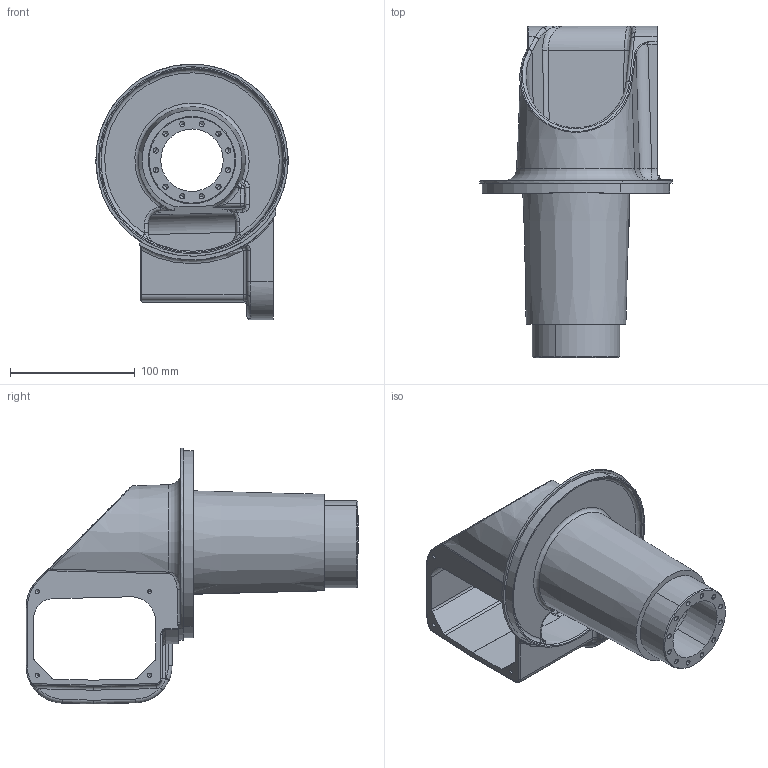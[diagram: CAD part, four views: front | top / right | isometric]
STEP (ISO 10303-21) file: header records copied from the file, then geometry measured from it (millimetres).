
FILE_DESCRIPTION(('CATIA V5 STEP Exchange','CAx-IF Rec.Pracs.--- Model Styling and Organization---1.2---2011-12-15'),'2;1');
FILE_NAME('60260-0506 ARM_UPPER 2.stp','2014-05-30T11:44:55+00:00',('none'),('none'),'Version 5-6 Release 2012','CATIA V5 STEP AP203 WITH EXTENSIONS','none');
FILE_SCHEMA(('CONFIG_CONTROL_DESIGN','SHAPE_APPEARANCE_LAYER_MIM'));
Length unit declared in the file: millimetre
Products named in the file (1): 60260-0506A ARM_UPPER 2
Bounding box: 153.98 x 266 x 205 mm (x, y, z)
Volume: 624001.7 mm3; surface area: 208830 mm2
Topology: 1 solids, 1 shells, 442 faces, 1103 edges, 602 vertices
Faces by surface type: cylinder 166, bspline 92, cone 71, plane 57, torus 36, sphere 20
Entity records: 20116 total; most frequent: CARTESIAN_POINT 10605, ORIENTED_EDGE 2026, DIRECTION 1197, EDGE_CURVE 1013, AXIS2_PLACEMENT_3D 612, VERTEX_POINT 602, EDGE_LOOP 477, ADVANCED_FACE 442
